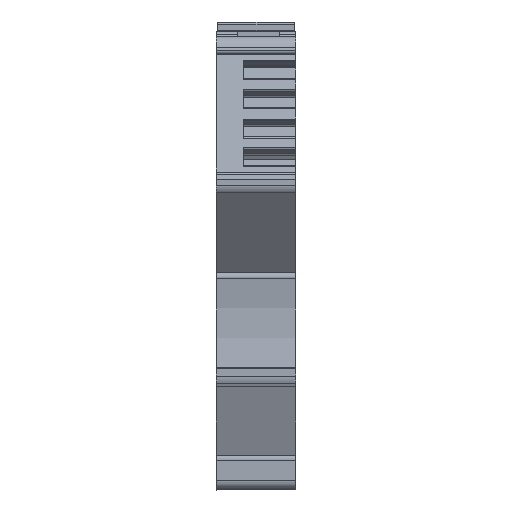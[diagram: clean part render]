
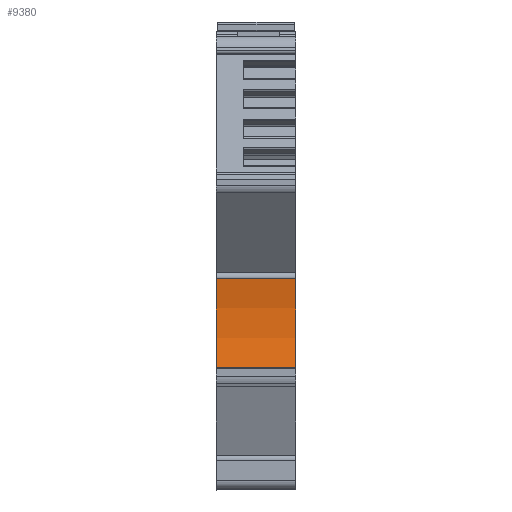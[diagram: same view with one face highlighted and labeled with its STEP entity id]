
A CAD part, front view. The second image highlights one B-rep face of the part: STEP entity #9380.
In plain terms, the highlighted cylindrical face has radius 20 mm (diameter 40 mm), a partial arc.
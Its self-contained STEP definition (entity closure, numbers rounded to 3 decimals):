
#9353=AXIS2_PLACEMENT_3D('Cylinder Axis2P3D',#9350,#9351,#9352) ;
#9366=AXIS2_PLACEMENT_3D('Circle Axis2P3D',#9364,#9365,$) ;
#9371=AXIS2_PLACEMENT_3D('Circle Axis2P3D',#9369,#9370,$) ;
#9324=CARTESIAN_POINT('Line Origine',(4.05,1.973,21.571)) ;
#9328=CARTESIAN_POINT('Vertex',(8.1,1.973,21.571)) ;
#9330=CARTESIAN_POINT('Vertex',(0.,1.973,21.571)) ;
#9350=CARTESIAN_POINT('Axis2P3D Location',(4.05,-17.665,17.782)) ;
#9355=CARTESIAN_POINT('Line Origine',(4.05,1.62,12.482)) ;
#9359=CARTESIAN_POINT('Vertex',(8.1,1.62,12.482)) ;
#9361=CARTESIAN_POINT('Vertex',(0.,1.62,12.482)) ;
#9364=CARTESIAN_POINT('Axis2P3D Location',(8.1,-17.665,17.782)) ;
#9369=CARTESIAN_POINT('Axis2P3D Location',(0.,-17.665,17.782)) ;
#9325=DIRECTION('Vector Direction',(-1.,0.,0.)) ;
#9351=DIRECTION('Axis2P3D Direction',(-1.,0.,0.)) ;
#9352=DIRECTION('Axis2P3D XDirection',(0.,0.982,0.189)) ;
#9356=DIRECTION('Vector Direction',(-1.,0.,0.)) ;
#9365=DIRECTION('Axis2P3D Direction',(-1.,0.,0.)) ;
#9370=DIRECTION('Axis2P3D Direction',(-1.,0.,0.)) ;
#9326=VECTOR('Line Direction',#9325,1.) ;
#9357=VECTOR('Line Direction',#9356,1.) ;
#9375=ORIENTED_EDGE('',*,*,#9363,.F.) ;
#9376=ORIENTED_EDGE('',*,*,#9368,.T.) ;
#9377=ORIENTED_EDGE('',*,*,#9332,.T.) ;
#9378=ORIENTED_EDGE('',*,*,#9373,.F.) ;
#9380=ADVANCED_FACE('KLTR ZTD6.1\\K\X2\00F6\X0\rper.2 ( *SOL1 - wsp *MASTER -  )',(#9379),#9354,.F.) ;
#9367=CIRCLE('generated circle',#9366,20.) ;
#9372=CIRCLE('generated circle',#9371,20.) ;
#9354=CYLINDRICAL_SURFACE('generated cylinder',#9353,20.) ;
#9332=EDGE_CURVE('',#9329,#9331,#9327,.T.) ;
#9363=EDGE_CURVE('',#9360,#9362,#9358,.T.) ;
#9368=EDGE_CURVE('',#9360,#9329,#9367,.F.) ;
#9373=EDGE_CURVE('',#9362,#9331,#9372,.F.) ;
#9374=EDGE_LOOP('',(#9375,#9376,#9377,#9378)) ;
#9379=FACE_OUTER_BOUND('',#9374,.T.) ;
#9327=LINE('Line',#9324,#9326) ;
#9358=LINE('Line',#9355,#9357) ;
#9329=VERTEX_POINT('',#9328) ;
#9331=VERTEX_POINT('',#9330) ;
#9360=VERTEX_POINT('',#9359) ;
#9362=VERTEX_POINT('',#9361) ;
